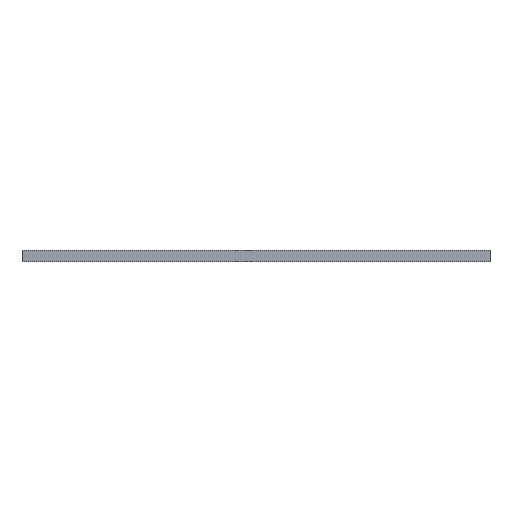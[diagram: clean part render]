
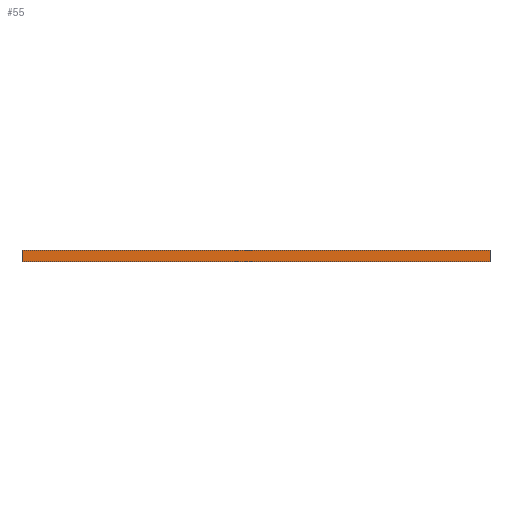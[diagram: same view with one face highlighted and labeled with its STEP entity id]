
A CAD part, left-side view. The second image highlights one B-rep face of the part: STEP entity #55.
In plain terms, the highlighted planar face has unit normal (-1, 0, 0).
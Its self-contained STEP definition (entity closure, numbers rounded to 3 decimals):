
#48 = DIRECTION ( 'NONE',  ( 0., 0., -1. ) ) ;
#55 = ADVANCED_FACE ( 'NONE', ( #869 ), #632, .F. ) ;
#97 = CARTESIAN_POINT ( 'NONE',  ( -52.5, 52.5, 0. ) ) ;
#156 = LINE ( 'NONE', #171, #560 ) ;
#171 = CARTESIAN_POINT ( 'NONE',  ( -52.5, 52.5, 2.5 ) ) ;
#230 = DIRECTION ( 'NONE',  ( 1., 0., 0. ) ) ;
#305 = LINE ( 'NONE', #97, #503 ) ;
#321 = VERTEX_POINT ( 'NONE', #2087 ) ;
#406 = EDGE_LOOP ( 'NONE', ( #1237, #1733, #1374, #1791 ) ) ;
#503 = VECTOR ( 'NONE', #1615, 1000. ) ;
#546 = VERTEX_POINT ( 'NONE', #2138 ) ;
#560 = VECTOR ( 'NONE', #622, 1000. ) ;
#612 = LINE ( 'NONE', #1429, #1849 ) ;
#622 = DIRECTION ( 'NONE',  ( 0., -1., 0. ) ) ;
#632 = PLANE ( 'NONE',  #2008 ) ;
#664 = VERTEX_POINT ( 'NONE', #903 ) ;
#869 = FACE_OUTER_BOUND ( 'NONE', #406, .T. ) ;
#903 = CARTESIAN_POINT ( 'NONE',  ( -52.5, -52.5, 0. ) ) ;
#985 = LINE ( 'NONE', #1182, #1041 ) ;
#1015 = EDGE_CURVE ( 'NONE', #2731, #664, #305, .T. ) ;
#1041 = VECTOR ( 'NONE', #2667, 1000. ) ;
#1047 = EDGE_CURVE ( 'NONE', #321, #664, #985, .T. ) ;
#1182 = CARTESIAN_POINT ( 'NONE',  ( -52.5, -52.5, 2.5 ) ) ;
#1237 = ORIENTED_EDGE ( 'NONE', *, *, #1015, .T. ) ;
#1374 = ORIENTED_EDGE ( 'NONE', *, *, #1938, .F. ) ;
#1429 = CARTESIAN_POINT ( 'NONE',  ( -52.5, 52.5, 2.5 ) ) ;
#1471 = DIRECTION ( 'NONE',  ( 0., 0., -1. ) ) ;
#1615 = DIRECTION ( 'NONE',  ( 0., -1., 0. ) ) ;
#1733 = ORIENTED_EDGE ( 'NONE', *, *, #1047, .F. ) ;
#1791 = ORIENTED_EDGE ( 'NONE', *, *, #1902, .T. ) ;
#1849 = VECTOR ( 'NONE', #1471, 1000. ) ;
#1902 = EDGE_CURVE ( 'NONE', #546, #2731, #612, .T. ) ;
#1938 = EDGE_CURVE ( 'NONE', #546, #321, #156, .T. ) ;
#1956 = CARTESIAN_POINT ( 'NONE',  ( -52.5, 52.5, 2.5 ) ) ;
#2008 = AXIS2_PLACEMENT_3D ( 'NONE', #1956, #230, #48 ) ;
#2087 = CARTESIAN_POINT ( 'NONE',  ( -52.5, -52.5, 2.5 ) ) ;
#2138 = CARTESIAN_POINT ( 'NONE',  ( -52.5, 52.5, 2.5 ) ) ;
#2667 = DIRECTION ( 'NONE',  ( 0., 0., -1. ) ) ;
#2689 = CARTESIAN_POINT ( 'NONE',  ( -52.5, 52.5, 0. ) ) ;
#2731 = VERTEX_POINT ( 'NONE', #2689 ) ;
